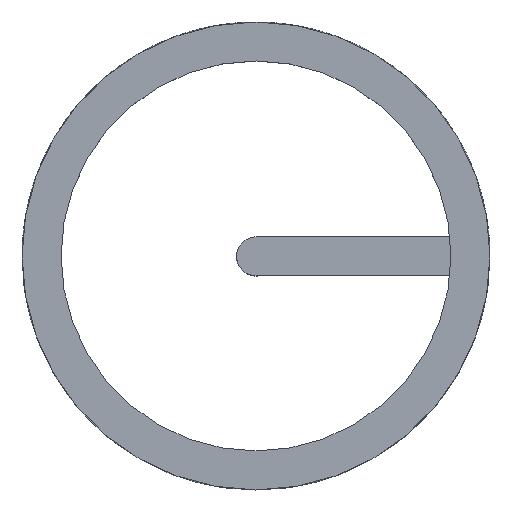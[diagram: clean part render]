
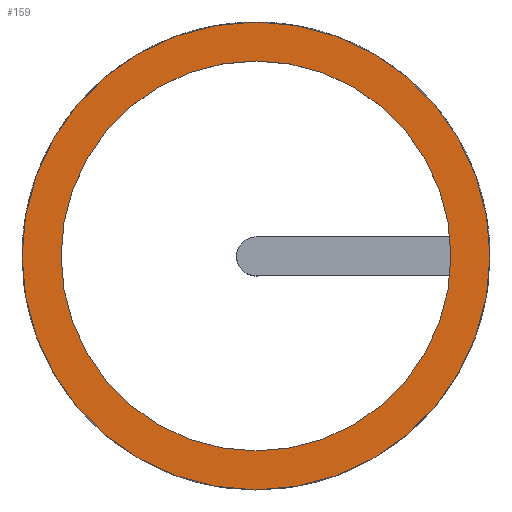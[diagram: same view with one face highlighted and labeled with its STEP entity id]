
A CAD part, top view. The second image highlights one B-rep face of the part: STEP entity #159.
In plain terms, the highlighted planar face has unit normal (0, 0, 1).
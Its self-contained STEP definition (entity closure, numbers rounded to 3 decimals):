
#27 = DIRECTION ( 'NONE',  ( -1., 0., 0. ) ) ;
#28 = EDGE_CURVE ( 'NONE', #312, #110, #660, .T. ) ;
#35 = DIRECTION ( 'NONE',  ( -1., 0., 0. ) ) ;
#56 = EDGE_LOOP ( 'NONE', ( #397, #409 ) ) ;
#71 = AXIS2_PLACEMENT_3D ( 'NONE', #100, #450, #714 ) ;
#80 = CARTESIAN_POINT ( 'NONE',  ( 0., 0., 10. ) ) ;
#85 = CARTESIAN_POINT ( 'NONE',  ( 0., 0., 10. ) ) ;
#87 = DIRECTION ( 'NONE',  ( 0., 0., -1. ) ) ;
#100 = CARTESIAN_POINT ( 'NONE',  ( 0., 0., 10. ) ) ;
#102 = FACE_BOUND ( 'NONE', #56, .T. ) ;
#109 = EDGE_CURVE ( 'NONE', #110, #312, #554, .T. ) ;
#110 = VERTEX_POINT ( 'NONE', #480 ) ;
#112 = CARTESIAN_POINT ( 'NONE',  ( 60., 0., 10. ) ) ;
#124 = CARTESIAN_POINT ( 'NONE',  ( -50., 0., 10. ) ) ;
#158 = CARTESIAN_POINT ( 'NONE',  ( -60., 0., 10. ) ) ;
#159 = ADVANCED_FACE ( 'NONE', ( #102, #560 ), #330, .F. ) ;
#198 = CIRCLE ( 'NONE', #471, 60. ) ;
#279 = VERTEX_POINT ( 'NONE', #158 ) ;
#306 = AXIS2_PLACEMENT_3D ( 'NONE', #85, #419, #35 ) ;
#307 = CIRCLE ( 'NONE', #718, 60. ) ;
#312 = VERTEX_POINT ( 'NONE', #124 ) ;
#330 = PLANE ( 'NONE',  #71 ) ;
#351 = DIRECTION ( 'NONE',  ( -1., 0., 0. ) ) ;
#386 = EDGE_CURVE ( 'NONE', #279, #401, #307, .T. ) ;
#397 = ORIENTED_EDGE ( 'NONE', *, *, #28, .T. ) ;
#401 = VERTEX_POINT ( 'NONE', #112 ) ;
#409 = ORIENTED_EDGE ( 'NONE', *, *, #109, .T. ) ;
#419 = DIRECTION ( 'NONE',  ( 0., 0., -1. ) ) ;
#429 = EDGE_LOOP ( 'NONE', ( #515, #503 ) ) ;
#450 = DIRECTION ( 'NONE',  ( 0., 0., -1. ) ) ;
#470 = CARTESIAN_POINT ( 'NONE',  ( 0., 0., 10. ) ) ;
#471 = AXIS2_PLACEMENT_3D ( 'NONE', #80, #632, #27 ) ;
#480 = CARTESIAN_POINT ( 'NONE',  ( 50., 0., 10. ) ) ;
#503 = ORIENTED_EDGE ( 'NONE', *, *, #678, .F. ) ;
#515 = ORIENTED_EDGE ( 'NONE', *, *, #386, .F. ) ;
#531 = CARTESIAN_POINT ( 'NONE',  ( 0., 0., 10. ) ) ;
#554 = CIRCLE ( 'NONE', #634, 50. ) ;
#560 = FACE_OUTER_BOUND ( 'NONE', #429, .T. ) ;
#578 = DIRECTION ( 'NONE',  ( 0., 0., -1. ) ) ;
#632 = DIRECTION ( 'NONE',  ( 0., 0., -1. ) ) ;
#634 = AXIS2_PLACEMENT_3D ( 'NONE', #531, #87, #700 ) ;
#660 = CIRCLE ( 'NONE', #306, 50. ) ;
#678 = EDGE_CURVE ( 'NONE', #401, #279, #198, .T. ) ;
#700 = DIRECTION ( 'NONE',  ( -1., 0., 0. ) ) ;
#714 = DIRECTION ( 'NONE',  ( -1., 0., 0. ) ) ;
#718 = AXIS2_PLACEMENT_3D ( 'NONE', #470, #578, #351 ) ;
